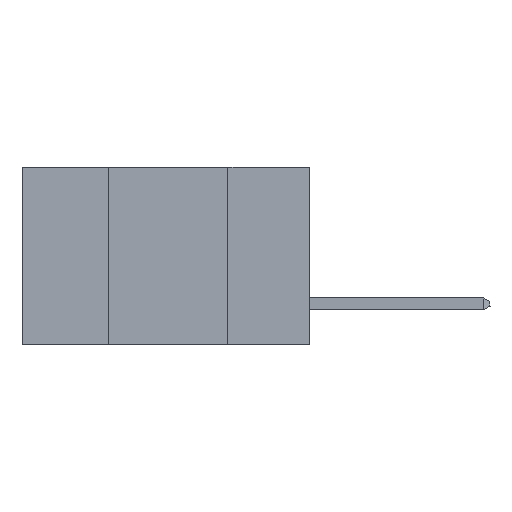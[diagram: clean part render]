
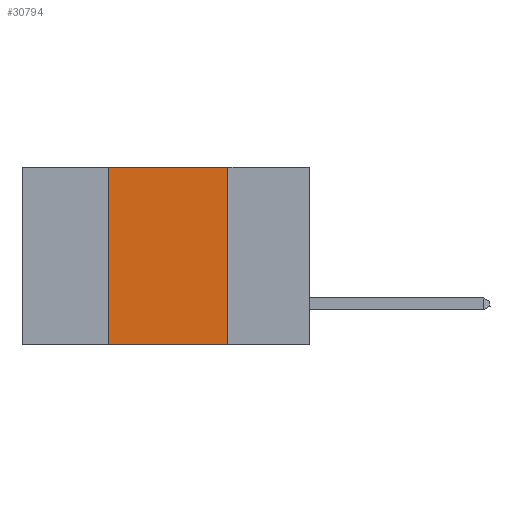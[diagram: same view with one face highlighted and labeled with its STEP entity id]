
A CAD part, left-side view. The second image highlights one B-rep face of the part: STEP entity #30794.
In plain terms, the highlighted planar face has unit normal (-1, 0, 0).
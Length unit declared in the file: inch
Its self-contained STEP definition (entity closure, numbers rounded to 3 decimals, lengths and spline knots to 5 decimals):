
#4488 = PLANE ( 'NONE',  #33158 ) ;
#5319 = VECTOR ( 'NONE', #20992, 39.37008 ) ;
#5512 = DIRECTION ( 'NONE',  ( 0., 0., -1. ) ) ;
#5720 = EDGE_CURVE ( 'NONE', #9606, #15803, #16788, .T. ) ;
#7321 = DIRECTION ( 'NONE',  ( 0., -1., 0. ) ) ;
#7708 = CARTESIAN_POINT ( 'NONE',  ( 0., 0.42, -0.37 ) ) ;
#8454 = VERTEX_POINT ( 'NONE', #7708 ) ;
#8747 = CARTESIAN_POINT ( 'NONE',  ( 0., 0.6, 0. ) ) ;
#9606 = VERTEX_POINT ( 'NONE', #33894 ) ;
#9979 = ORIENTED_EDGE ( 'NONE', *, *, #39943, .F. ) ;
#11266 = VERTEX_POINT ( 'NONE', #35245 ) ;
#11780 = LINE ( 'NONE', #20073, #19675 ) ;
#15313 = VECTOR ( 'NONE', #35199, 39.37008 ) ;
#15803 = VERTEX_POINT ( 'NONE', #28701 ) ;
#16721 = VECTOR ( 'NONE', #7321, 39.37008 ) ;
#16788 = LINE ( 'NONE', #17441, #5319 ) ;
#17441 = CARTESIAN_POINT ( 'NONE',  ( 0., 0.17, 0. ) ) ;
#19675 = VECTOR ( 'NONE', #36536, 39.37008 ) ;
#20073 = CARTESIAN_POINT ( 'NONE',  ( 0., 0.6, 0. ) ) ;
#20496 = ORIENTED_EDGE ( 'NONE', *, *, #35643, .T. ) ;
#20992 = DIRECTION ( 'NONE',  ( 0., 0., -1. ) ) ;
#21258 = CARTESIAN_POINT ( 'NONE',  ( 0., 0.6, -0.37 ) ) ;
#25658 = DIRECTION ( 'NONE',  ( 1., 0., 0. ) ) ;
#27045 = ORIENTED_EDGE ( 'NONE', *, *, #5720, .F. ) ;
#27457 = EDGE_LOOP ( 'NONE', ( #27045, #35063, #9979, #20496 ) ) ;
#28216 = EDGE_CURVE ( 'NONE', #11266, #9606, #11780, .T. ) ;
#28701 = CARTESIAN_POINT ( 'NONE',  ( 0., 0.17, -0.37 ) ) ;
#30794 = ADVANCED_FACE ( 'NONE', ( #35907 ), #4488, .F. ) ;
#33158 = AXIS2_PLACEMENT_3D ( 'NONE', #8747, #25658, #5512 ) ;
#33216 = LINE ( 'NONE', #39206, #15313 ) ;
#33894 = CARTESIAN_POINT ( 'NONE',  ( 0., 0.17, 0. ) ) ;
#35063 = ORIENTED_EDGE ( 'NONE', *, *, #28216, .F. ) ;
#35199 = DIRECTION ( 'NONE',  ( 0., 0., 1. ) ) ;
#35245 = CARTESIAN_POINT ( 'NONE',  ( 0., 0.42, 0. ) ) ;
#35643 = EDGE_CURVE ( 'NONE', #8454, #15803, #37723, .T. ) ;
#35907 = FACE_OUTER_BOUND ( 'NONE', #27457, .T. ) ;
#36536 = DIRECTION ( 'NONE',  ( 0., -1., 0. ) ) ;
#37723 = LINE ( 'NONE', #21258, #16721 ) ;
#39206 = CARTESIAN_POINT ( 'NONE',  ( 0., 0.42, 0. ) ) ;
#39943 = EDGE_CURVE ( 'NONE', #8454, #11266, #33216, .T. ) ;
